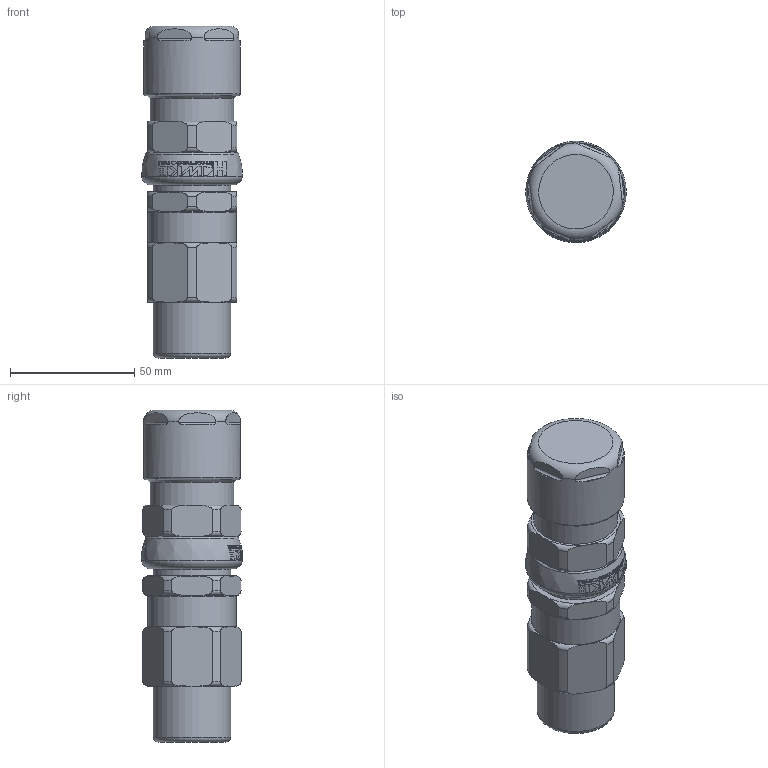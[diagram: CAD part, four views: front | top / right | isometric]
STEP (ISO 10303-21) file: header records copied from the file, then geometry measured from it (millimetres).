
FILE_DESCRIPTION(/* description */ (''),/* implementation_level */ '2;1');
FILE_NAME(/* name */ '620195.stp',/* time_stamp */ '2022-03-14T12:57:55+05:00',/* author */ ('vinaykumark'),/* organization */ (''),/* preprocessor_version */ 'ST-DEVELOPER v18',/* originating_system */ 'Autodesk Inventor 2020',/* authorisation */ '');
FILE_SCHEMA (('AUTOMOTIVE_DESIGN { 1 0 10303 214 3 1 1 }'));
Products named in the file (1): 620185
Bounding box: 40.5 x 40.8 x 133.58 mm (x, y, z)
Volume: 221393.9 mm3; surface area: 66522.2 mm2
Topology: 24 solids, 24 shells, 1586 faces, 4457 edges, 2928 vertices
Faces by surface type: plane 643, torus 265, cylinder 253, cone 205, bspline 204, sphere 16
Full cylindrical faces by diameter (mm): 1.84 x1, 2.3 x1, 3.5 x6, 5.8 x6, 26.2 x1, 27 x1, 29.3 x1, 29.7 x1, 29.8 x1, 30.2 x1, 30.3 x1, 30.5 x2, 31.2 x4, 31.75 x1, 33.24 x1, 33.52 x1, 33.72 x1, 34.6 x1, 35.5 x1, 35.65 x1, 36 x1, 39 x1
Entity records: 60549 total; most frequent: CARTESIAN_POINT 20549, ORIENTED_EDGE 8828, DIRECTION 7187, EDGE_CURVE 4414, VERTEX_POINT 2916, AXIS2_PLACEMENT_3D 2806, EDGE_LOOP 1632, STYLED_ITEM 1608
